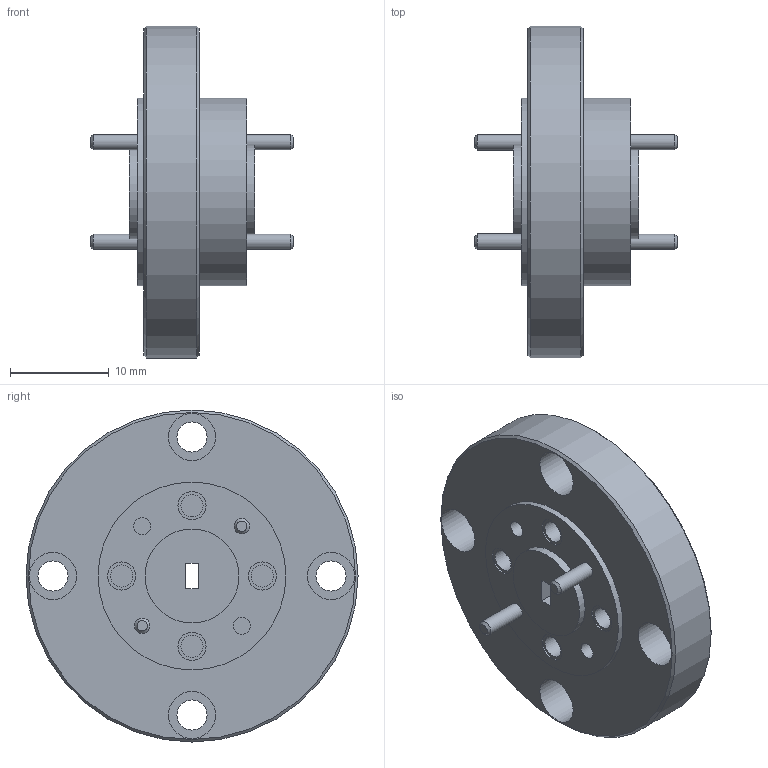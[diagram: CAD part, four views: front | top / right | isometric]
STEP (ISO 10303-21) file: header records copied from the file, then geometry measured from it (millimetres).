
FILE_DESCRIPTION (( 'STEP AP203' ), '1' );
FILE_NAME ('PEWAD5000 ¦ FMWAD5000.step', '2020-03-23T22:50:07', ( '' ), ( '' ), 'SwSTEP 2.0', 'SolidWorks 2018', '' );
FILE_SCHEMA (( 'CONFIG_CONTROL_DESIGN' ));
Length unit declared in the file: inch
Products named in the file (1): PEWAD5000 ｦ FMWAD5000
Bounding box: 20.57 x 33.66 x 33.66 mm (x, y, z)
Volume: 5981.1 mm3; surface area: 3564.6 mm2
Topology: 1 solids, 1 shells, 83 faces, 140 edges, 92 vertices
Faces by surface type: plane 39, cylinder 38, cone 6
Full cylindrical faces by diameter (mm): 1.562 x4, 1.702 x4, 2.261 x8, 2.845 x8, 3.048 x4, 4.762 x4, 9.525 x2, 19.05 x2, 24.13 x1, 33.66 x1
Entity records: 1845 total; most frequent: DIRECTION 344, CARTESIAN_POINT 268, ORIENTED_EDGE 188, EDGE_LOOP 170, AXIS2_PLACEMENT_3D 166, FACE_OUTER_BOUND 121, EDGE_CURVE 94, VERTEX_POINT 90
